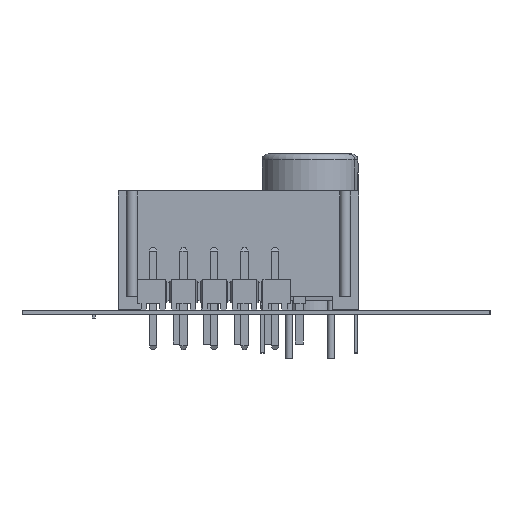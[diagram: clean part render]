
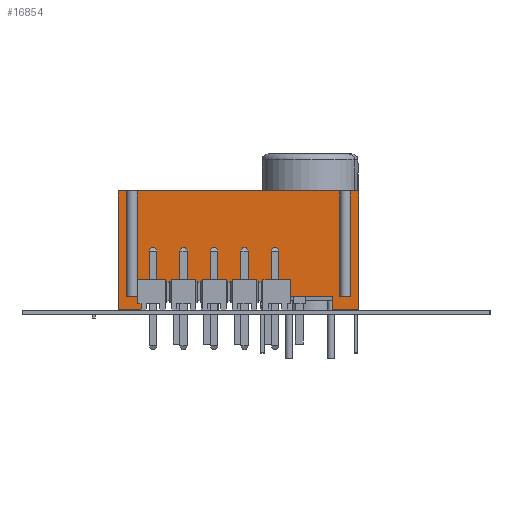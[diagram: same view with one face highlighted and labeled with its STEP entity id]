
A CAD part, left-side view. The second image highlights one B-rep face of the part: STEP entity #16854.
In plain terms, the highlighted face is planar.
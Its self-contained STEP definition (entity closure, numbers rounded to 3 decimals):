
#16121 = EDGE_CURVE('',#16122,#16124,#16126,.T.);
#16122 = VERTEX_POINT('',#16123);
#16123 = CARTESIAN_POINT('',(54.915,-18.39,0.584));
#16124 = VERTEX_POINT('',#16125);
#16125 = CARTESIAN_POINT('',(39.268,-18.39,0.584));
#16126 = LINE('',#16127,#16128);
#16127 = CARTESIAN_POINT('',(44.552,-18.39,0.584));
#16128 = VECTOR('',#16129,1.);
#16129 = DIRECTION('',(-1.,0.,0.));
#16210 = VERTEX_POINT('',#16211);
#16211 = CARTESIAN_POINT('',(37.744,-18.39,0.584));
#16212 = VERTEX_POINT('',#16213);
#16213 = CARTESIAN_POINT('',(38.659,-18.39,0.584));
#16220 = EDGE_CURVE('',#16212,#16210,#16221,.T.);
#16221 = LINE('',#16222,#16223);
#16222 = CARTESIAN_POINT('',(47.092,-18.39,0.584));
#16223 = VECTOR('',#16224,1.);
#16224 = DIRECTION('',(-1.,0.,0.));
#16807 = VERTEX_POINT('',#16808);
#16808 = CARTESIAN_POINT('',(37.084,-18.39,9.398));
#16814 = EDGE_CURVE('',#16807,#16815,#16817,.T.);
#16815 = VERTEX_POINT('',#16816);
#16816 = CARTESIAN_POINT('',(37.084,-18.39,-0.508));
#16817 = LINE('',#16818,#16819);
#16818 = CARTESIAN_POINT('',(37.084,-18.39,4.991));
#16819 = VECTOR('',#16820,1.);
#16820 = DIRECTION('',(0.,0.,-1.));
#16854 = ADVANCED_FACE('',(#16855),#16958,.T.);
#16855 = FACE_BOUND('',#16856,.T.);
#16856 = EDGE_LOOP('',(#16857,#16867,#16875,#16883,#16891,#16899,#16907,
    #16915,#16921,#16922,#16930,#16936,#16937,#16945,#16951,#16952));
#16857 = ORIENTED_EDGE('',*,*,#16858,.F.);
#16858 = EDGE_CURVE('',#16859,#16861,#16863,.T.);
#16859 = VERTEX_POINT('',#16860);
#16860 = CARTESIAN_POINT('',(55.524,-18.39,9.398));
#16861 = VERTEX_POINT('',#16862);
#16862 = CARTESIAN_POINT('',(38.659,-18.39,9.398));
#16863 = LINE('',#16864,#16865);
#16864 = CARTESIAN_POINT('',(44.552,-18.39,9.398));
#16865 = VECTOR('',#16866,1.);
#16866 = DIRECTION('',(-1.,0.,0.));
#16867 = ORIENTED_EDGE('',*,*,#16868,.F.);
#16868 = EDGE_CURVE('',#16869,#16859,#16871,.T.);
#16869 = VERTEX_POINT('',#16870);
#16870 = CARTESIAN_POINT('',(55.524,-18.39,0.584));
#16871 = LINE('',#16872,#16873);
#16872 = CARTESIAN_POINT('',(55.524,-18.39,0.584));
#16873 = VECTOR('',#16874,1.);
#16874 = DIRECTION('',(0.,0.,1.));
#16875 = ORIENTED_EDGE('',*,*,#16876,.T.);
#16876 = EDGE_CURVE('',#16869,#16877,#16879,.T.);
#16877 = VERTEX_POINT('',#16878);
#16878 = CARTESIAN_POINT('',(56.439,-18.39,0.584));
#16879 = LINE('',#16880,#16881);
#16880 = CARTESIAN_POINT('',(55.524,-18.39,0.584));
#16881 = VECTOR('',#16882,1.);
#16882 = DIRECTION('',(1.,0.,0.));
#16883 = ORIENTED_EDGE('',*,*,#16884,.T.);
#16884 = EDGE_CURVE('',#16877,#16885,#16887,.T.);
#16885 = VERTEX_POINT('',#16886);
#16886 = CARTESIAN_POINT('',(56.439,-18.39,9.398));
#16887 = LINE('',#16888,#16889);
#16888 = CARTESIAN_POINT('',(56.439,-18.39,0.584));
#16889 = VECTOR('',#16890,1.);
#16890 = DIRECTION('',(0.,0.,1.));
#16891 = ORIENTED_EDGE('',*,*,#16892,.F.);
#16892 = EDGE_CURVE('',#16893,#16885,#16895,.T.);
#16893 = VERTEX_POINT('',#16894);
#16894 = CARTESIAN_POINT('',(57.099,-18.39,9.398));
#16895 = LINE('',#16896,#16897);
#16896 = CARTESIAN_POINT('',(15.342,-18.39,9.398));
#16897 = VECTOR('',#16898,1.);
#16898 = DIRECTION('',(-1.,0.,0.));
#16899 = ORIENTED_EDGE('',*,*,#16900,.F.);
#16900 = EDGE_CURVE('',#16901,#16893,#16903,.T.);
#16901 = VERTEX_POINT('',#16902);
#16902 = CARTESIAN_POINT('',(57.099,-18.39,-0.508));
#16903 = LINE('',#16904,#16905);
#16904 = CARTESIAN_POINT('',(57.099,-18.39,4.991));
#16905 = VECTOR('',#16906,1.);
#16906 = DIRECTION('',(0.,0.,1.));
#16907 = ORIENTED_EDGE('',*,*,#16908,.T.);
#16908 = EDGE_CURVE('',#16901,#16909,#16911,.T.);
#16909 = VERTEX_POINT('',#16910);
#16910 = CARTESIAN_POINT('',(54.915,-18.39,-0.508));
#16911 = LINE('',#16912,#16913);
#16912 = CARTESIAN_POINT('',(57.099,-18.39,-0.508));
#16913 = VECTOR('',#16914,1.);
#16914 = DIRECTION('',(-1.,0.,0.));
#16915 = ORIENTED_EDGE('',*,*,#16916,.F.);
#16916 = EDGE_CURVE('',#16122,#16909,#16917,.T.);
#16917 = LINE('',#16918,#16919);
#16918 = CARTESIAN_POINT('',(54.915,-18.39,-0.508));
#16919 = VECTOR('',#16920,1.);
#16920 = DIRECTION('',(0.,0.,-1.));
#16921 = ORIENTED_EDGE('',*,*,#16121,.T.);
#16922 = ORIENTED_EDGE('',*,*,#16923,.T.);
#16923 = EDGE_CURVE('',#16124,#16924,#16926,.T.);
#16924 = VERTEX_POINT('',#16925);
#16925 = CARTESIAN_POINT('',(39.268,-18.39,-0.508));
#16926 = LINE('',#16927,#16928);
#16927 = CARTESIAN_POINT('',(39.268,-18.39,-0.508));
#16928 = VECTOR('',#16929,1.);
#16929 = DIRECTION('',(0.,0.,-1.));
#16930 = ORIENTED_EDGE('',*,*,#16931,.T.);
#16931 = EDGE_CURVE('',#16924,#16815,#16932,.T.);
#16932 = LINE('',#16933,#16934);
#16933 = CARTESIAN_POINT('',(39.268,-18.39,-0.508));
#16934 = VECTOR('',#16935,1.);
#16935 = DIRECTION('',(-1.,0.,0.));
#16936 = ORIENTED_EDGE('',*,*,#16814,.F.);
#16937 = ORIENTED_EDGE('',*,*,#16938,.F.);
#16938 = EDGE_CURVE('',#16939,#16807,#16941,.T.);
#16939 = VERTEX_POINT('',#16940);
#16940 = CARTESIAN_POINT('',(37.744,-18.39,9.398));
#16941 = LINE('',#16942,#16943);
#16942 = CARTESIAN_POINT('',(78.842,-18.39,9.398));
#16943 = VECTOR('',#16944,1.);
#16944 = DIRECTION('',(-1.,0.,0.));
#16945 = ORIENTED_EDGE('',*,*,#16946,.F.);
#16946 = EDGE_CURVE('',#16210,#16939,#16947,.T.);
#16947 = LINE('',#16948,#16949);
#16948 = CARTESIAN_POINT('',(37.744,-18.39,9.398));
#16949 = VECTOR('',#16950,1.);
#16950 = DIRECTION('',(0.,0.,1.));
#16951 = ORIENTED_EDGE('',*,*,#16220,.F.);
#16952 = ORIENTED_EDGE('',*,*,#16953,.F.);
#16953 = EDGE_CURVE('',#16861,#16212,#16954,.T.);
#16954 = LINE('',#16955,#16956);
#16955 = CARTESIAN_POINT('',(38.659,-18.39,9.398));
#16956 = VECTOR('',#16957,1.);
#16957 = DIRECTION('',(0.,0.,-1.));
#16958 = PLANE('',#16959);
#16959 = AXIS2_PLACEMENT_3D('',#16960,#16961,#16962);
#16960 = CARTESIAN_POINT('',(44.552,-18.39,4.991));
#16961 = DIRECTION('',(0.,1.,0.));
#16962 = DIRECTION('',(-1.,0.,0.));
